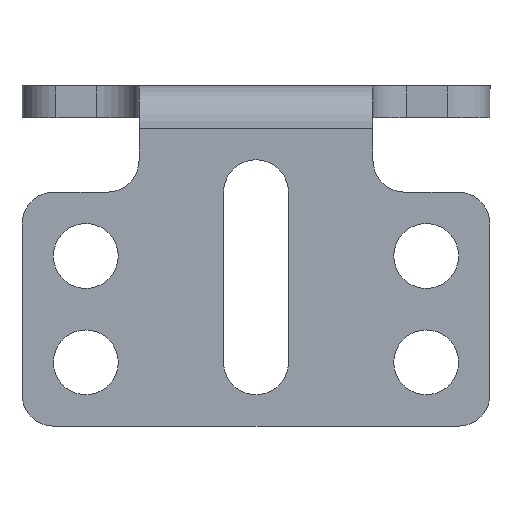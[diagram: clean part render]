
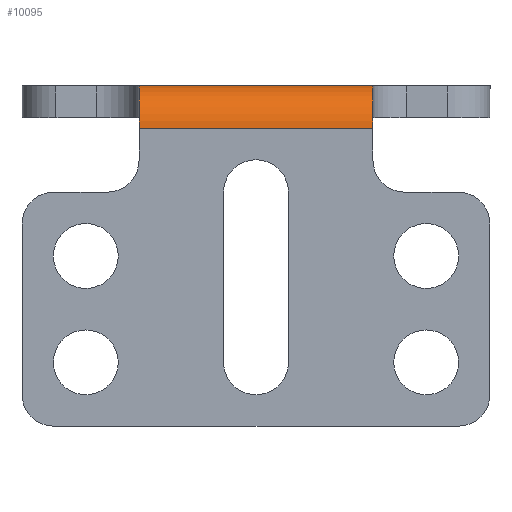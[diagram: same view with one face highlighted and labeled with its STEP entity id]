
A CAD part, front view. The second image highlights one B-rep face of the part: STEP entity #10095.
In plain terms, the highlighted cylindrical face has radius 2 mm (diameter 4 mm), a partial arc.
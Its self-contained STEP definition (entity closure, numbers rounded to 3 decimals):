
#271 = DIRECTION ( 'NONE',  ( 1., 0., 0. ) ) ;
#868 = ORIENTED_EDGE ( 'NONE', *, *, #12606, .F. ) ;
#912 = DIRECTION ( 'NONE',  ( 0., 0., 1. ) ) ;
#1031 = DIRECTION ( 'NONE',  ( 1., 0., 0. ) ) ;
#1062 = EDGE_CURVE ( 'NONE', #8717, #9526, #2022, .T. ) ;
#1223 = CARTESIAN_POINT ( 'NONE',  ( -5.5, -17.2, 16. ) ) ;
#1509 = DIRECTION ( 'NONE',  ( 0., -1., 0. ) ) ;
#2022 = LINE ( 'NONE', #4161, #6973 ) ;
#2078 = CARTESIAN_POINT ( 'NONE',  ( 5.5, -17.2, 16. ) ) ;
#2423 = AXIS2_PLACEMENT_3D ( 'NONE', #6104, #1031, #7090 ) ;
#2820 = ORIENTED_EDGE ( 'NONE', *, *, #1062, .T. ) ;
#3114 = FACE_OUTER_BOUND ( 'NONE', #5048, .T. ) ;
#3682 = VECTOR ( 'NONE', #271, 1000. ) ;
#3780 = ORIENTED_EDGE ( 'NONE', *, *, #4280, .F. ) ;
#4009 = CIRCLE ( 'NONE', #4099, 2. ) ;
#4099 = AXIS2_PLACEMENT_3D ( 'NONE', #11776, #4915, #912 ) ;
#4161 = CARTESIAN_POINT ( 'NONE',  ( 0., -19.2, 14. ) ) ;
#4280 = EDGE_CURVE ( 'NONE', #5219, #11324, #5509, .T. ) ;
#4915 = DIRECTION ( 'NONE',  ( -1., 0., 0. ) ) ;
#5048 = EDGE_LOOP ( 'NONE', ( #3780, #868, #2820, #5369 ) ) ;
#5219 = VERTEX_POINT ( 'NONE', #10703 ) ;
#5347 = CARTESIAN_POINT ( 'NONE',  ( 5.5, -19.2, 14. ) ) ;
#5369 = ORIENTED_EDGE ( 'NONE', *, *, #6901, .F. ) ;
#5382 = CARTESIAN_POINT ( 'NONE',  ( -5.5, -17.2, 14. ) ) ;
#5470 = DIRECTION ( 'NONE',  ( -1., 0., 0. ) ) ;
#5509 = LINE ( 'NONE', #1223, #3682 ) ;
#6104 = CARTESIAN_POINT ( 'NONE',  ( 5.5, -17.2, 14. ) ) ;
#6414 = CIRCLE ( 'NONE', #2423, 2. ) ;
#6849 = CARTESIAN_POINT ( 'NONE',  ( -5.5, -19.2, 14. ) ) ;
#6901 = EDGE_CURVE ( 'NONE', #11324, #9526, #6414, .T. ) ;
#6973 = VECTOR ( 'NONE', #10055, 1000. ) ;
#7090 = DIRECTION ( 'NONE',  ( 0., 0., 1. ) ) ;
#8717 = VERTEX_POINT ( 'NONE', #6849 ) ;
#9451 = CYLINDRICAL_SURFACE ( 'NONE', #11759, 2. ) ;
#9526 = VERTEX_POINT ( 'NONE', #5347 ) ;
#10055 = DIRECTION ( 'NONE',  ( 1., 0., 0. ) ) ;
#10095 = ADVANCED_FACE ( 'NONE', ( #3114 ), #9451, .T. ) ;
#10703 = CARTESIAN_POINT ( 'NONE',  ( -5.5, -17.2, 16. ) ) ;
#11324 = VERTEX_POINT ( 'NONE', #2078 ) ;
#11759 = AXIS2_PLACEMENT_3D ( 'NONE', #5382, #5470, #1509 ) ;
#11776 = CARTESIAN_POINT ( 'NONE',  ( -5.5, -17.2, 14. ) ) ;
#12606 = EDGE_CURVE ( 'NONE', #8717, #5219, #4009, .T. ) ;
